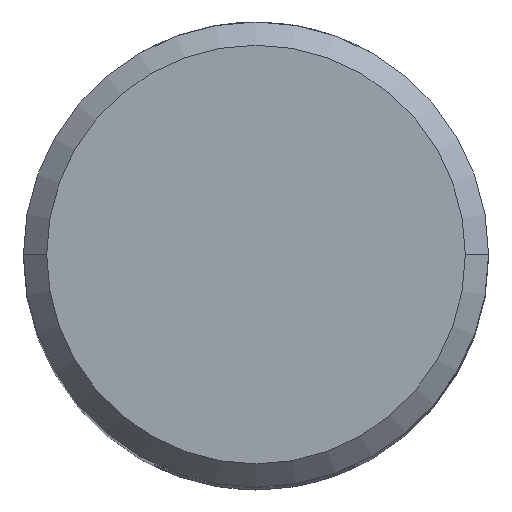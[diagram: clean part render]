
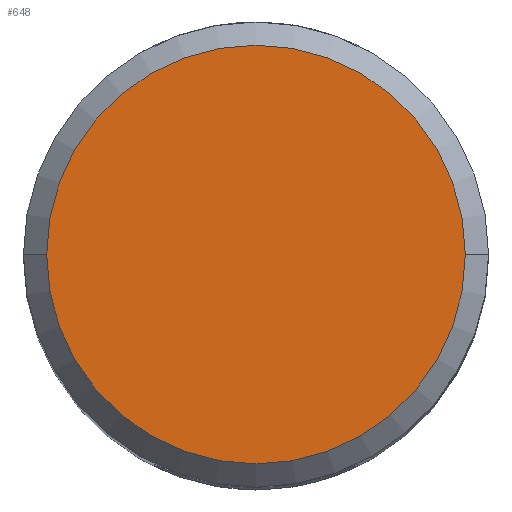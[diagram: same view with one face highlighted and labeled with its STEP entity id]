
A CAD part, top view. The second image highlights one B-rep face of the part: STEP entity #648.
In plain terms, the highlighted planar face has unit normal (0, 0, 1).
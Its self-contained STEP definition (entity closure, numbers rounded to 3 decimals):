
#648=ADVANCED_FACE('',(#827),#716,.T.);
#716=PLANE('',#2667);
#827=FACE_OUTER_BOUND('',#961,.T.);
#961=EDGE_LOOP('',(#1641,#1642));
#1641=ORIENTED_EDGE('',*,*,#2280,.T.);
#1642=ORIENTED_EDGE('',*,*,#2274,.T.);
#1922=VERTEX_POINT('',#4637);
#1923=VERTEX_POINT('',#4638);
#2274=EDGE_CURVE('',#1922,#1923,#2410,.T.);
#2280=EDGE_CURVE('',#1923,#1922,#2414,.T.);
#2410=CIRCLE('',#2660,9.);
#2414=CIRCLE('',#2666,9.);
#2660=AXIS2_PLACEMENT_3D('',#4636,#3259,#3260);
#2666=AXIS2_PLACEMENT_3D('',#4650,#3273,#3274);
#2667=AXIS2_PLACEMENT_3D('',#4651,#3275,#3276);
#3259=DIRECTION('',(0.,0.,1.));
#3260=DIRECTION('',(1.,0.,0.));
#3273=DIRECTION('',(0.,0.,1.));
#3274=DIRECTION('',(1.,0.,0.));
#3275=DIRECTION('',(0.,0.,1.));
#3276=DIRECTION('',(-1.,0.,0.));
#4636=CARTESIAN_POINT('',(0.,0.,0.));
#4637=CARTESIAN_POINT('',(9.,0.,0.));
#4638=CARTESIAN_POINT('',(-9.,0.,0.));
#4650=CARTESIAN_POINT('',(0.,0.,0.));
#4651=CARTESIAN_POINT('',(0.,3.,0.));
